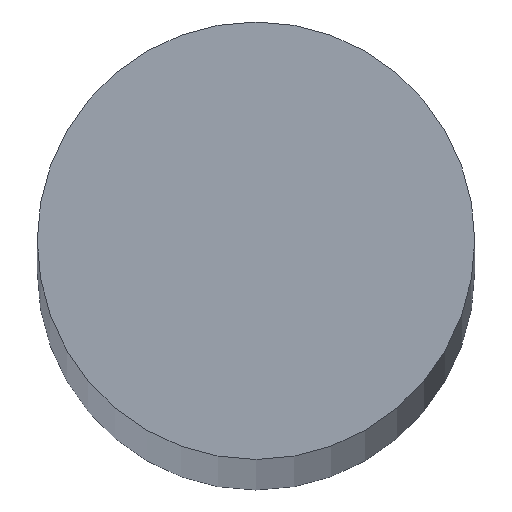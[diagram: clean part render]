
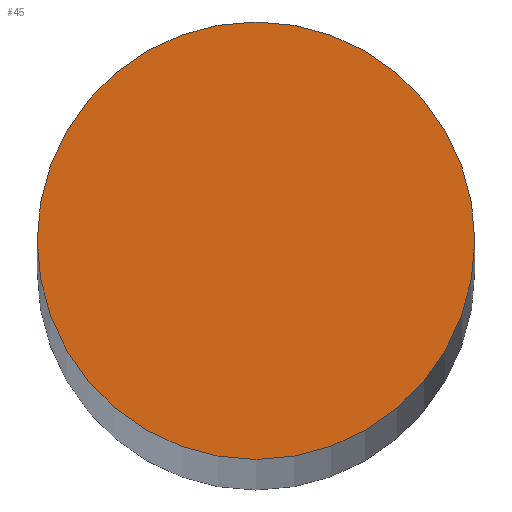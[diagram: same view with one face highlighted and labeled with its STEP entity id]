
A CAD part, top view. The second image highlights one B-rep face of the part: STEP entity #45.
In plain terms, the highlighted planar face has unit normal (0, 0, 1).
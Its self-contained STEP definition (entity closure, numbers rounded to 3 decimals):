
#3 = FACE_OUTER_BOUND ( 'NONE', #111, .T. ) ;
#4 = AXIS2_PLACEMENT_3D ( 'NONE', #76, #106, #50 ) ;
#5 = CARTESIAN_POINT ( 'NONE',  ( 25., 0., 2000. ) ) ;
#12 = AXIS2_PLACEMENT_3D ( 'NONE', #90, #126, #15 ) ;
#15 = DIRECTION ( 'NONE',  ( 1., 0., 0. ) ) ;
#16 = DIRECTION ( 'NONE',  ( 1., 0., 0. ) ) ;
#30 = AXIS2_PLACEMENT_3D ( 'NONE', #91, #48, #16 ) ;
#32 = VERTEX_POINT ( 'NONE', #5 ) ;
#39 = CARTESIAN_POINT ( 'NONE',  ( -25., 0., 2000. ) ) ;
#45 = ADVANCED_FACE ( 'NONE', ( #3 ), #125, .T. ) ;
#48 = DIRECTION ( 'NONE',  ( 0., 0., 1. ) ) ;
#49 = EDGE_CURVE ( 'NONE', #32, #102, #132, .T. ) ;
#50 = DIRECTION ( 'NONE',  ( 1., 0., 0. ) ) ;
#76 = CARTESIAN_POINT ( 'NONE',  ( 0., 0., 2000. ) ) ;
#79 = CIRCLE ( 'NONE', #12, 25. ) ;
#88 = ORIENTED_EDGE ( 'NONE', *, *, #134, .T. ) ;
#90 = CARTESIAN_POINT ( 'NONE',  ( 0., 0., 2000. ) ) ;
#91 = CARTESIAN_POINT ( 'NONE',  ( 0., 0., 2000. ) ) ;
#102 = VERTEX_POINT ( 'NONE', #39 ) ;
#106 = DIRECTION ( 'NONE',  ( 0., 0., 1. ) ) ;
#111 = EDGE_LOOP ( 'NONE', ( #88, #124 ) ) ;
#124 = ORIENTED_EDGE ( 'NONE', *, *, #49, .T. ) ;
#125 = PLANE ( 'NONE',  #4 ) ;
#126 = DIRECTION ( 'NONE',  ( 0., 0., 1. ) ) ;
#132 = CIRCLE ( 'NONE', #30, 25. ) ;
#134 = EDGE_CURVE ( 'NONE', #102, #32, #79, .T. ) ;
